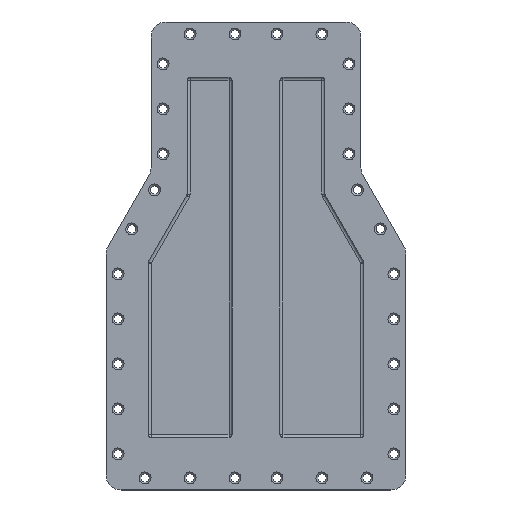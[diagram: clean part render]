
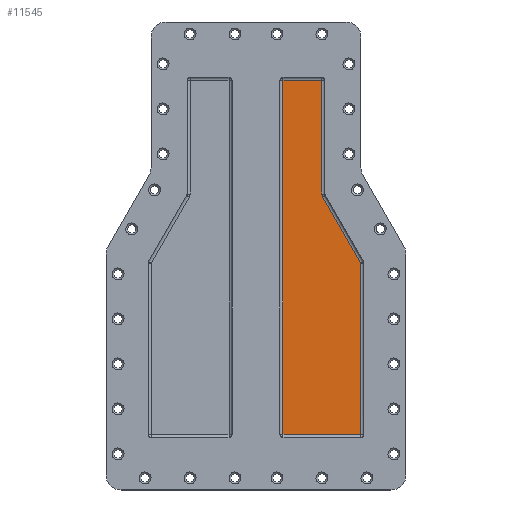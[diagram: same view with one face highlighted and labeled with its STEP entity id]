
A CAD part, top view. The second image highlights one B-rep face of the part: STEP entity #11545.
In plain terms, the highlighted planar face has unit normal (0, 0, 1).
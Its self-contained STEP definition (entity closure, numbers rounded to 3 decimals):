
#10934=CARTESIAN_POINT('',(45.0,682.702,14.189));
#10935=VERTEX_POINT('no 1812081',#10934);
#11131=CARTESIAN_POINT('',(110.0,682.702,14.189));
#11132=VERTEX_POINT('no 1812495',#11131);
#11133=CARTESIAN_POINT('',(0.0,682.702,14.189));
#11134=DIRECTION('',(1.0,0.0,0.0));
#11135=VECTOR('',#11134,1.0);
#11136=LINE('',#11133,#11135);
#11137=EDGE_CURVE('no 1812767',#10935,#11132,#11136,.T.);
#11190=CARTESIAN_POINT('',(110.0,493.326,14.189));
#11191=VERTEX_POINT('no 1812460',#11190);
#11204=CARTESIAN_POINT('',(110.0,385.202,14.189));
#11205=DIRECTION('',(0.0,-1.0,0.0));
#11206=VECTOR('',#11205,1.0);
#11207=LINE('',#11204,#11206);
#11208=EDGE_CURVE('no 1812498',#11132,#11191,#11207,.T.);
#11220=CARTESIAN_POINT('',(111.338,488.329,14.189));
#11221=VERTEX_POINT('no 1812350',#11220);
#11231=CARTESIAN_POINT('',(120.0,493.326,14.189));
#11232=DIRECTION('',(0.0,0.0,1.0));
#11233=DIRECTION('',(1.0,0.0,0.0));
#11234=AXIS2_PLACEMENT_3D('',#11231,#11232,#11233);
#11235=CIRCLE('',#11234,10.0);
#11236=EDGE_CURVE('no 1812512',#11191,#11221,#11235,.T.);
#11248=CARTESIAN_POINT('',(175.0,377.982,14.189));
#11249=VERTEX_POINT('no 1812337',#11248);
#11259=CARTESIAN_POINT('',(110.0,490.648,14.189));
#11260=DIRECTION('',(0.5,-0.866,0.0));
#11261=VECTOR('',#11260,1.0);
#11262=LINE('',#11259,#11261);
#11263=EDGE_CURVE('no 1812466',#11221,#11249,#11262,.T.);
#11440=CARTESIAN_POINT('',(45.0,92.702,14.189));
#11441=VERTEX_POINT('no 1812819',#11440);
#11442=CARTESIAN_POINT('',(45.0,387.702,14.189));
#11443=DIRECTION('',(0.0,-1.0,0.0));
#11444=VECTOR('',#11443,1.0);
#11445=LINE('',#11442,#11444);
#11446=EDGE_CURVE('no 1813116',#10935,#11441,#11445,.T.);
#11499=CARTESIAN_POINT('',(175.0,92.702,14.189));
#11500=VERTEX_POINT('no 1812823',#11499);
#11501=CARTESIAN_POINT('',(175.0,0.0,14.189));
#11502=DIRECTION('',(0.0,1.0,0.0));
#11503=VECTOR('',#11502,1.0);
#11504=LINE('',#11501,#11503);
#11505=EDGE_CURVE('no 1813129',#11500,#11249,#11504,.T.);
#11526=ORIENTED_EDGE('no 1811724',*,*,#11505,.T.);
#11527=ORIENTED_EDGE('no 1812299',*,*,#11263,.F.);
#11528=ORIENTED_EDGE('no 1812423',*,*,#11236,.F.);
#11529=ORIENTED_EDGE('no 1812469',*,*,#11208,.F.);
#11530=ORIENTED_EDGE('no 1812043',*,*,#11137,.F.);
#11531=ORIENTED_EDGE('no 1811603',*,*,#11446,.T.);
#11532=CARTESIAN_POINT('',(110.0,92.702,14.189));
#11533=DIRECTION('',(-1.0,0.0,0.0));
#11534=VECTOR('',#11533,1.0);
#11535=LINE('',#11532,#11534);
#11536=EDGE_CURVE('no 1812826',#11500,#11441,#11535,.T.);
#11537=ORIENTED_EDGE('no 1812783',*,*,#11536,.F.);
#11538=EDGE_LOOP('',(#11526,#11527,#11528,#11529,#11530,#11531,#11537));
#11539=FACE_OUTER_BOUND('',#11538,.T.);
#11540=CARTESIAN_POINT('',(0.0,0.0,14.189));
#11541=DIRECTION('',(0.0,0.0,1.0));
#11542=DIRECTION('',(1.0,0.0,0.0));
#11543=AXIS2_PLACEMENT_3D('',#11540,#11541,#11542);
#11544=PLANE('',#11543);
#11545=ADVANCED_FACE('no 1813134',(#11539),#11544,.T.);
